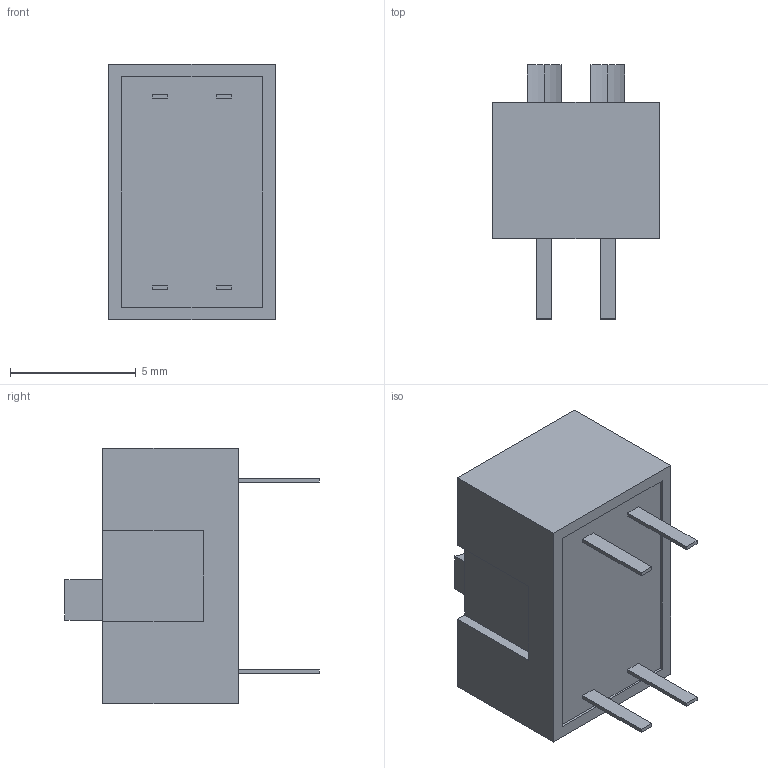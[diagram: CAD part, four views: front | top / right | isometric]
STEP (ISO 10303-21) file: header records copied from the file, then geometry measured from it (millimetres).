
FILE_DESCRIPTION (( 'STEP AP214' ), '1' );
FILE_NAME ('55D259CD-040C-49DC-8D1E-1FCD22F242FE.STEP', '2008-11-14T06:00:47', ( 'sysAdmin' ), ( 'SolidWorks' ), 'SwSTEP 2.0', 'SolidWorks 2009', '' );
FILE_SCHEMA (( 'AUTOMOTIVE_DESIGN' ));
Length unit declared in the file: millimetre
Products named in the file (1): 55D259CD-040C-49DC-8D1E-1FCD22F242FE
Bounding box: 6.6 x 10.1 x 10.16 mm (x, y, z)
Volume: 354.2 mm3; surface area: 378.6 mm2
Topology: 1 solids, 1 shells, 125 faces, 321 edges, 214 vertices
Faces by surface type: plane 86, bspline 33, cylinder 6
Entity records: 6311 total; most frequent: CARTESIAN_POINT 2342, ORIENTED_EDGE 642, DIRECTION 453, EDGE_CURVE 321, VECTOR 243, LINE 243, VERTEX_POINT 214, EDGE_LOOP 141
